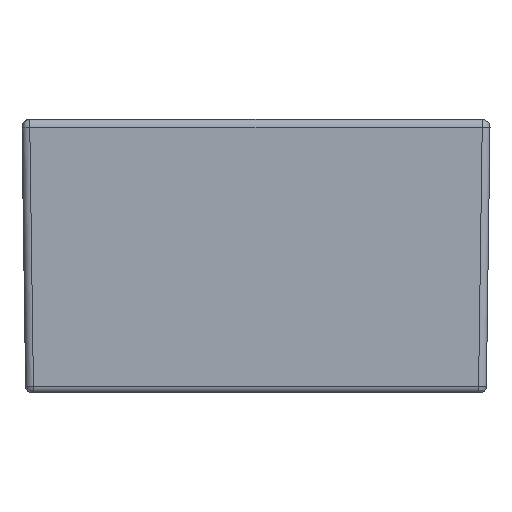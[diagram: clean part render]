
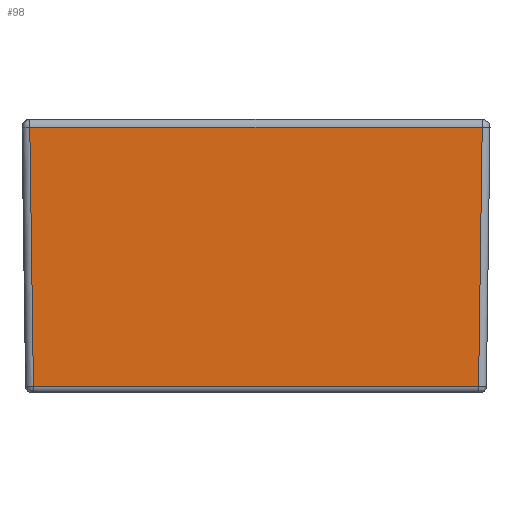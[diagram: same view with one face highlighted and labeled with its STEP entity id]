
A CAD part, left-side view. The second image highlights one B-rep face of the part: STEP entity #98.
In plain terms, the highlighted planar face has unit normal (-1, 0, -0.005).
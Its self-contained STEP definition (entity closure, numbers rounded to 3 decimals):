
#98=ADVANCED_FACE('',(#424),#4527,.T.);
#424=FACE_OUTER_BOUND('',#746,.T.);
#746=EDGE_LOOP('',(#1415,#1416,#1417,#1418));
#1415=ORIENTED_EDGE('',*,*,#2639,.F.);
#1416=ORIENTED_EDGE('',*,*,#2635,.T.);
#1417=ORIENTED_EDGE('',*,*,#2638,.T.);
#1418=ORIENTED_EDGE('',*,*,#2637,.F.);
#2635=EDGE_CURVE('',#4013,#3891,#3526,.T.);
#2637=EDGE_CURVE('',#4014,#3890,#3528,.T.);
#2638=EDGE_CURVE('',#3891,#3890,#3529,.T.);
#2639=EDGE_CURVE('',#4013,#4014,#3530,.T.);
#3526=B_SPLINE_CURVE_WITH_KNOTS('',3,(#14027,#14028,#14029,#14030,#14031),
 .UNSPECIFIED.,.F.,.F.,(4,1,4),(0.,66.505,133.01),
 .UNSPECIFIED.);
#3528=B_SPLINE_CURVE_WITH_KNOTS('',3,(#14043,#14044,#14045,#14046,#14047),
 .UNSPECIFIED.,.F.,.F.,(4,1,4),(0.,66.505,133.01),
 .UNSPECIFIED.);
#3529=B_SPLINE_CURVE_WITH_KNOTS('',1,(#14048,#14049),.UNSPECIFIED.,.F.,
 .F.,(2,2),(-228.173,0.),.UNSPECIFIED.);
#3530=B_SPLINE_CURVE_WITH_KNOTS('',3,(#14050,#14051,#14052,#14053),
 .UNSPECIFIED.,.F.,.F.,(4,4),(0.,231.888),.UNSPECIFIED.);
#3890=VERTEX_POINT('',#12598);
#3891=VERTEX_POINT('',#12599);
#4013=VERTEX_POINT('',#12721);
#4014=VERTEX_POINT('',#12722);
#4527=PLANE('',#4624);
#4624=AXIS2_PLACEMENT_3D('',#6511,#4767,$);
#4767=DIRECTION('',(-1.,0.,-0.005));
#6511=CARTESIAN_POINT('',(-241.695,97.708,-10.327));
#12598=CARTESIAN_POINT('',(-241.765,-155.523,2.984));
#12599=CARTESIAN_POINT('',(-241.765,72.65,2.984));
#12721=CARTESIAN_POINT('',(-242.461,74.507,135.979));
#12722=CARTESIAN_POINT('',(-242.461,-157.38,135.979));
#14027=CARTESIAN_POINT('',(-242.461,74.507,135.979));
#14028=CARTESIAN_POINT('',(-242.337,74.175,112.222));
#14029=CARTESIAN_POINT('',(-242.096,73.534,66.299));
#14030=CARTESIAN_POINT('',(-241.873,72.937,23.559));
#14031=CARTESIAN_POINT('',(-241.765,72.65,2.984));
#14043=CARTESIAN_POINT('',(-242.461,-157.38,135.979));
#14044=CARTESIAN_POINT('',(-242.345,-157.07,113.725));
#14045=CARTESIAN_POINT('',(-242.112,-156.449,69.306));
#14046=CARTESIAN_POINT('',(-241.881,-155.832,25.062));
#14047=CARTESIAN_POINT('',(-241.765,-155.523,2.984));
#14048=CARTESIAN_POINT('',(-241.765,72.65,2.984));
#14049=CARTESIAN_POINT('',(-241.765,-155.523,2.984));
#14050=CARTESIAN_POINT('',(-242.461,74.507,135.979));
#14051=CARTESIAN_POINT('',(-242.461,-2.789,135.979));
#14052=CARTESIAN_POINT('',(-242.461,-80.085,135.979));
#14053=CARTESIAN_POINT('',(-242.461,-157.38,135.979));
